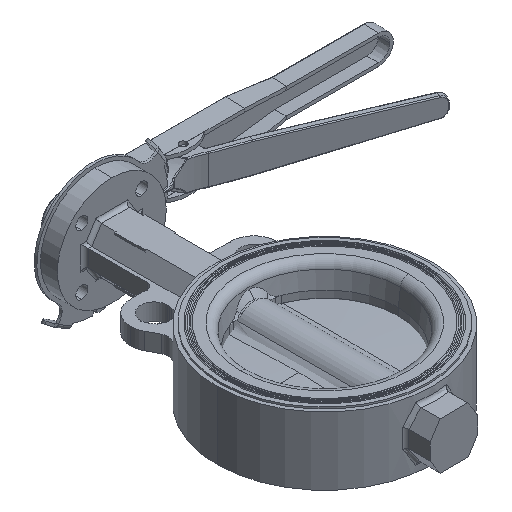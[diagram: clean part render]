
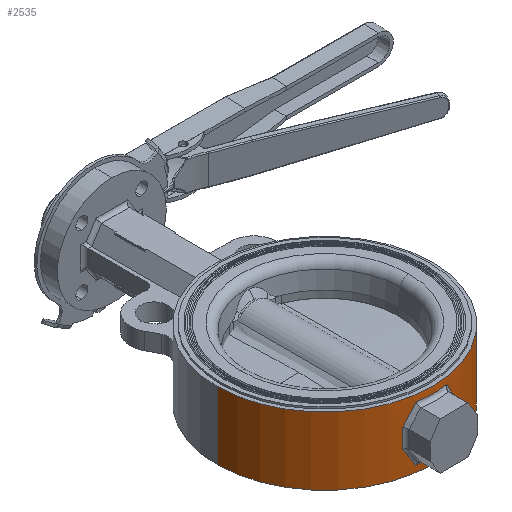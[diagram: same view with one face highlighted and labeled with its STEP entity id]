
A CAD part, isometric view. The second image highlights one B-rep face of the part: STEP entity #2535.
In plain terms, the highlighted cylindrical face has radius 89 mm (diameter 178 mm), a partial arc.
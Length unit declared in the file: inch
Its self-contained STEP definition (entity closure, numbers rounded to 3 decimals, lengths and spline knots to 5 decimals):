
#232 = ORIENTED_EDGE ( 'NONE', *, *, #17198, .T. ) ;
#510 = CARTESIAN_POINT ( 'NONE',  ( 3.32529, 0.70415, 4.61676 ) ) ;
#1174 = ORIENTED_EDGE ( 'NONE', *, *, #18107, .T. ) ;
#1412 = CARTESIAN_POINT ( 'NONE',  ( 4.45674, 0.72297, 3.05573 ) ) ;
#1575 = CARTESIAN_POINT ( 'NONE',  ( 4.32633, 0.70415, 2.8451 ) ) ;
#1638 = VERTEX_POINT ( 'NONE', #26843 ) ;
#1712 = ORIENTED_EDGE ( 'NONE', *, *, #10962, .T. ) ;
#1923 = EDGE_CURVE ( 'NONE', #2271, #18090, #6451, .T. ) ;
#1984 = B_SPLINE_CURVE_WITH_KNOTS ( 'NONE', 3,
 ( #11362, #19285, #1412, #1575 ),
 .UNSPECIFIED., .F., .F.,
 ( 4, 4 ),
 ( 0., 1. ),
 .UNSPECIFIED. ) ;
#2094 = DIRECTION ( 'NONE',  ( 0., 0., 1. ) ) ;
#2271 = VERTEX_POINT ( 'NONE', #31444 ) ;
#2535 = ADVANCED_FACE ( 'NONE', ( #18384, #3310 ), #26461, .T. ) ;
#3122 = CARTESIAN_POINT ( 'NONE',  ( 3.82581, 4.17215, 4.83329 ) ) ;
#3247 = VECTOR ( 'NONE', #6015, 39.37008 ) ;
#3310 = FACE_BOUND ( 'NONE', #16143, .T. ) ;
#4675 = CARTESIAN_POINT ( 'NONE',  ( 3.82581, 4.17215, 2.8451 ) ) ;
#4885 = AXIS2_PLACEMENT_3D ( 'NONE', #4675, #22740, #12506 ) ;
#5440 = ORIENTED_EDGE ( 'NONE', *, *, #18942, .F. ) ;
#6015 = DIRECTION ( 'NONE',  ( 0., 0., -1. ) ) ;
#6021 = CARTESIAN_POINT ( 'NONE',  ( 3.82581, 4.17215, 2.62857 ) ) ;
#6091 = CARTESIAN_POINT ( 'NONE',  ( 3.19488, 0.72297, 4.40613 ) ) ;
#6305 = AXIS2_PLACEMENT_3D ( 'NONE', #22628, #2094, #32693 ) ;
#6379 = VECTOR ( 'NONE', #19379, 39.37008 ) ;
#6451 = LINE ( 'NONE', #21353, #6379 ) ;
#7295 = CARTESIAN_POINT ( 'NONE',  ( 2.96887, 0.77462, 3.42078 ) ) ;
#7453 = CIRCLE ( 'NONE', #8504, 3.50394 ) ;
#7579 = CARTESIAN_POINT ( 'NONE',  ( 7.32975, 4.17215, 4.83329 ) ) ;
#7932 = DIRECTION ( 'NONE',  ( 0., 0., 1. ) ) ;
#7993 = VECTOR ( 'NONE', #7932, 39.37008 ) ;
#8504 = AXIS2_PLACEMENT_3D ( 'NONE', #6021, #8855, #16151 ) ;
#8855 = DIRECTION ( 'NONE',  ( 0., 0., 1. ) ) ;
#8906 = ORIENTED_EDGE ( 'NONE', *, *, #25469, .T. ) ;
#8952 = VERTEX_POINT ( 'NONE', #30272 ) ;
#10545 = ORIENTED_EDGE ( 'NONE', *, *, #26245, .T. ) ;
#10604 = VERTEX_POINT ( 'NONE', #23314 ) ;
#10962 = EDGE_CURVE ( 'NONE', #23518, #14879, #11301, .T. ) ;
#11011 = ORIENTED_EDGE ( 'NONE', *, *, #27723, .T. ) ;
#11204 = CARTESIAN_POINT ( 'NONE',  ( 4.68275, 0.77462, 4.83329 ) ) ;
#11301 = B_SPLINE_CURVE_WITH_KNOTS ( 'NONE', 3,
 ( #27497, #22712, #15108, #7295 ),
 .UNSPECIFIED., .F., .F.,
 ( 4, 4 ),
 ( 0., 1. ),
 .UNSPECIFIED. ) ;
#11362 = CARTESIAN_POINT ( 'NONE',  ( 4.68275, 0.77462, 3.42078 ) ) ;
#12506 = DIRECTION ( 'NONE',  ( -1., 0., 0. ) ) ;
#12524 = CARTESIAN_POINT ( 'NONE',  ( 4.32633, 0.70415, 4.61676 ) ) ;
#13349 = CIRCLE ( 'NONE', #4885, 3.50394 ) ;
#13782 = EDGE_LOOP ( 'NONE', ( #5440, #20166, #27253, #10545 ) ) ;
#14143 = VERTEX_POINT ( 'NONE', #14804 ) ;
#14804 = CARTESIAN_POINT ( 'NONE',  ( 3.32529, 0.70415, 4.61676 ) ) ;
#14879 = VERTEX_POINT ( 'NONE', #28369 ) ;
#15108 = CARTESIAN_POINT ( 'NONE',  ( 3.07608, 0.74758, 3.24762 ) ) ;
#15742 = DIRECTION ( 'NONE',  ( 0., 0., -1. ) ) ;
#16070 = DIRECTION ( 'NONE',  ( -1., 0., 0. ) ) ;
#16143 = EDGE_LOOP ( 'NONE', ( #232, #1712, #1174, #27518, #8906, #16321, #11011, #25013 ) ) ;
#16151 = DIRECTION ( 'NONE',  ( 1., 0., 0. ) ) ;
#16321 = ORIENTED_EDGE ( 'NONE', *, *, #24120, .T. ) ;
#16501 = AXIS2_PLACEMENT_3D ( 'NONE', #20020, #20186, #30569 ) ;
#17198 = EDGE_CURVE ( 'NONE', #1638, #23518, #13349, .T. ) ;
#17878 = VERTEX_POINT ( 'NONE', #29668 ) ;
#18090 = VERTEX_POINT ( 'NONE', #20689 ) ;
#18107 = EDGE_CURVE ( 'NONE', #14879, #25957, #20524, .T. ) ;
#18224 = CARTESIAN_POINT ( 'NONE',  ( 2.96887, 0.77462, 4.04108 ) ) ;
#18384 = FACE_OUTER_BOUND ( 'NONE', #13782, .T. ) ;
#18479 = CIRCLE ( 'NONE', #6305, 3.50394 ) ;
#18708 = CARTESIAN_POINT ( 'NONE',  ( 3.07608, 0.74758, 4.21424 ) ) ;
#18942 = EDGE_CURVE ( 'NONE', #10604, #8952, #25125, .T. ) ;
#19062 = VERTEX_POINT ( 'NONE', #29369 ) ;
#19285 = CARTESIAN_POINT ( 'NONE',  ( 4.57555, 0.74758, 3.24762 ) ) ;
#19379 = DIRECTION ( 'NONE',  ( 0., 0., -1. ) ) ;
#19593 = CARTESIAN_POINT ( 'NONE',  ( 4.68275, 0.77462, 3.42078 ) ) ;
#19842 = EDGE_CURVE ( 'NONE', #2271, #10604, #21233, .T. ) ;
#20020 = CARTESIAN_POINT ( 'NONE',  ( 3.82581, 4.17215, 4.83329 ) ) ;
#20166 = ORIENTED_EDGE ( 'NONE', *, *, #19842, .F. ) ;
#20178 = DIRECTION ( 'NONE',  ( 0., 0., -1. ) ) ;
#20186 = DIRECTION ( 'NONE',  ( 0., 0., 1. ) ) ;
#20524 = LINE ( 'NONE', #30594, #7993 ) ;
#20689 = CARTESIAN_POINT ( 'NONE',  ( 0.32187, 4.17215, 2.62857 ) ) ;
#21127 = EDGE_CURVE ( 'NONE', #25957, #14143, #31862, .T. ) ;
#21233 = CIRCLE ( 'NONE', #16501, 3.50394 ) ;
#21353 = CARTESIAN_POINT ( 'NONE',  ( 0.32187, 4.17215, 4.83329 ) ) ;
#21521 = B_SPLINE_CURVE_WITH_KNOTS ( 'NONE', 3,
 ( #12524, #25227, #22600, #25373 ),
 .UNSPECIFIED., .F., .F.,
 ( 4, 4 ),
 ( 0., 1. ),
 .UNSPECIFIED. ) ;
#22282 = VERTEX_POINT ( 'NONE', #19593 ) ;
#22600 = CARTESIAN_POINT ( 'NONE',  ( 4.57555, 0.74758, 4.21424 ) ) ;
#22628 = CARTESIAN_POINT ( 'NONE',  ( 3.82581, 4.17215, 4.61676 ) ) ;
#22712 = CARTESIAN_POINT ( 'NONE',  ( 3.19488, 0.72297, 3.05573 ) ) ;
#22740 = DIRECTION ( 'NONE',  ( 0., 0., -1. ) ) ;
#23260 = LINE ( 'NONE', #11204, #3247 ) ;
#23267 = AXIS2_PLACEMENT_3D ( 'NONE', #3122, #15742, #16070 ) ;
#23314 = CARTESIAN_POINT ( 'NONE',  ( 7.32975, 4.17215, 4.83329 ) ) ;
#23316 = CARTESIAN_POINT ( 'NONE',  ( 3.32529, 0.70415, 2.8451 ) ) ;
#23518 = VERTEX_POINT ( 'NONE', #23316 ) ;
#24120 = EDGE_CURVE ( 'NONE', #17878, #19062, #21521, .T. ) ;
#25013 = ORIENTED_EDGE ( 'NONE', *, *, #32501, .T. ) ;
#25125 = LINE ( 'NONE', #7579, #25461 ) ;
#25227 = CARTESIAN_POINT ( 'NONE',  ( 4.45674, 0.72297, 4.40613 ) ) ;
#25373 = CARTESIAN_POINT ( 'NONE',  ( 4.68275, 0.77462, 4.04108 ) ) ;
#25461 = VECTOR ( 'NONE', #20178, 39.37008 ) ;
#25469 = EDGE_CURVE ( 'NONE', #14143, #17878, #18479, .T. ) ;
#25957 = VERTEX_POINT ( 'NONE', #32551 ) ;
#26245 = EDGE_CURVE ( 'NONE', #18090, #8952, #7453, .T. ) ;
#26461 = CYLINDRICAL_SURFACE ( 'NONE', #23267, 3.50394 ) ;
#26843 = CARTESIAN_POINT ( 'NONE',  ( 4.32633, 0.70415, 2.8451 ) ) ;
#27253 = ORIENTED_EDGE ( 'NONE', *, *, #1923, .T. ) ;
#27497 = CARTESIAN_POINT ( 'NONE',  ( 3.32529, 0.70415, 2.8451 ) ) ;
#27518 = ORIENTED_EDGE ( 'NONE', *, *, #21127, .T. ) ;
#27723 = EDGE_CURVE ( 'NONE', #19062, #22282, #23260, .T. ) ;
#28369 = CARTESIAN_POINT ( 'NONE',  ( 2.96887, 0.77462, 3.42078 ) ) ;
#29369 = CARTESIAN_POINT ( 'NONE',  ( 4.68275, 0.77462, 4.04108 ) ) ;
#29668 = CARTESIAN_POINT ( 'NONE',  ( 4.32633, 0.70415, 4.61676 ) ) ;
#30272 = CARTESIAN_POINT ( 'NONE',  ( 7.32975, 4.17215, 2.62857 ) ) ;
#30569 = DIRECTION ( 'NONE',  ( 1., 0., 0. ) ) ;
#30594 = CARTESIAN_POINT ( 'NONE',  ( 2.96887, 0.77462, 4.83329 ) ) ;
#31444 = CARTESIAN_POINT ( 'NONE',  ( 0.32187, 4.17215, 4.83329 ) ) ;
#31862 = B_SPLINE_CURVE_WITH_KNOTS ( 'NONE', 3,
 ( #18224, #18708, #6091, #510 ),
 .UNSPECIFIED., .F., .F.,
 ( 4, 4 ),
 ( 0., 1. ),
 .UNSPECIFIED. ) ;
#32501 = EDGE_CURVE ( 'NONE', #22282, #1638, #1984, .T. ) ;
#32551 = CARTESIAN_POINT ( 'NONE',  ( 2.96887, 0.77462, 4.04108 ) ) ;
#32693 = DIRECTION ( 'NONE',  ( 1., 0., 0. ) ) ;
